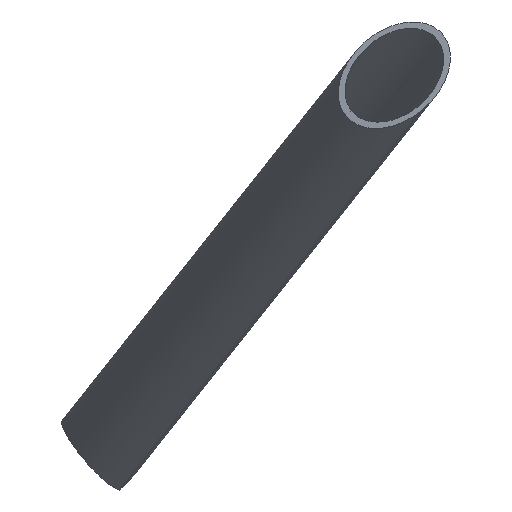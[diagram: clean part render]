
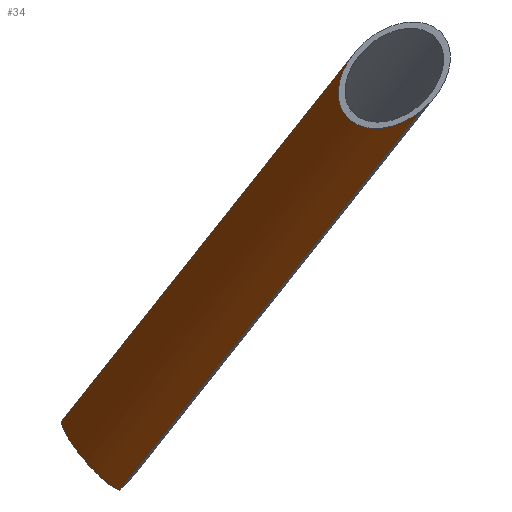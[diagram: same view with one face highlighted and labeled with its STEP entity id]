
A CAD part, isometric view. The second image highlights one B-rep face of the part: STEP entity #34.
In plain terms, the highlighted cylindrical face has radius 12.5 mm (diameter 25 mm), a partial arc.
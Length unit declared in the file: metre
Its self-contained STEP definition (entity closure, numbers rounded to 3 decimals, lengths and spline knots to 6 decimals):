
#34=ADVANCED_FACE('',(#70),#71,.T.);
#70=FACE_OUTER_BOUND('',#106,.T.);
#71=CYLINDRICAL_SURFACE('',#107,0.0125);
#106=EDGE_LOOP('',(#136,#137,#138,#139,#140,#141,#142));
#107=AXIS2_PLACEMENT_3D('',#143,#144,#145);
#136=ORIENTED_EDGE('',*,*,#231,.F.);
#137=ORIENTED_EDGE('',*,*,#232,.F.);
#138=ORIENTED_EDGE('',*,*,#233,.F.);
#139=ORIENTED_EDGE('',*,*,#234,.F.);
#140=ORIENTED_EDGE('',*,*,#235,.F.);
#141=ORIENTED_EDGE('',*,*,#236,.F.);
#142=ORIENTED_EDGE('',*,*,#237,.T.);
#143=CARTESIAN_POINT('',(-0.341,-266.56327,423.371397));
#144=DIRECTION('',(0.0,-0.533,0.846));
#145=DIRECTION('',(0.,-0.846,-0.533));
#231=EDGE_CURVE('',#270,#271,#272,.T.);
#232=EDGE_CURVE('0:129',#273,#270,#274,.T.);
#233=EDGE_CURVE('',#275,#273,#276,.T.);
#234=EDGE_CURVE('',#277,#275,#278,.T.);
#235=EDGE_CURVE('',#279,#277,#280,.F.);
#236=EDGE_CURVE('0:75',#281,#279,#282,.F.);
#237=EDGE_CURVE('0:120',#281,#271,#283,.T.);
#270=VERTEX_POINT('',#330);
#271=VERTEX_POINT('',#331);
#272=LINE('',#332,#333);
#273=VERTEX_POINT('',#334);
#274=ELLIPSE('',#335,0.017629,0.0125);
#275=VERTEX_POINT('',#336);
#276=ELLIPSE('',#337,0.017629,0.0125);
#277=VERTEX_POINT('',#338);
#278=LINE('',#339,#340);
#279=VERTEX_POINT('',#341);
#280=ELLIPSE('',#342,0.017678,0.0125);
#281=VERTEX_POINT('',#343);
#282=ELLIPSE('',#344,0.017678,0.0125);
#283=ELLIPSE('',#345,0.018066,0.0125);
#330=CARTESIAN_POINT('',(-0.341,-0.280978,0.176763));
#331=CARTESIAN_POINT('',(-0.341,-0.163765,-0.009509));
#332=CARTESIAN_POINT('',(-0.341,-0.223783,0.085869));
#333=VECTOR('',#638,1.0);
#334=CARTESIAN_POINT('',(-0.3535,-0.263718,0.172885));
#335=AXIS2_PLACEMENT_3D('',#639,#640,#641);
#336=CARTESIAN_POINT('',(-0.341,-0.259773,0.190005));
#337=AXIS2_PLACEMENT_3D('',#642,#643,#644);
#338=CARTESIAN_POINT('',(-0.341,-0.142137,0.00306));
#339=CARTESIAN_POINT('',(-0.341,-0.202623,0.099184));
#340=VECTOR('',#645,1.0);
#341=CARTESIAN_POINT('',(-0.352949,-0.155973,0.008471));
#342=AXIS2_PLACEMENT_3D('',#646,#647,#648);
#343=CARTESIAN_POINT('',(-0.341431,-0.16352,-0.009885));
#344=AXIS2_PLACEMENT_3D('',#649,#650,#651);
#345=AXIS2_PLACEMENT_3D('',#652,#653,#654);
#638=DIRECTION('',(-0.0,0.533,-0.846));
#639=CARTESIAN_POINT('',(-0.341,-0.270375,0.183384));
#640=DIRECTION('',(-0.705,-0.376,0.601));
#641=DIRECTION('',(0.709,-0.378,0.596));
#642=CARTESIAN_POINT('',(-0.341,-0.270375,0.183384));
#643=DIRECTION('',(-0.705,-0.376,0.601));
#644=DIRECTION('',(0.709,-0.378,0.596));
#645=DIRECTION('',(0.0,-0.533,0.846));
#646=CARTESIAN_POINT('',(-0.341,-0.152716,-0.003597));
#647=DIRECTION('',(0.707,-0.377,0.598));
#648=DIRECTION('',(0.707,0.377,-0.598));
#649=CARTESIAN_POINT('',(-0.341,-0.152716,-0.003597));
#650=DIRECTION('',(0.707,-0.377,0.598));
#651=DIRECTION('',(0.707,0.377,-0.598));
#652=CARTESIAN_POINT('',(-0.341,-0.152716,-0.003597));
#653=DIRECTION('',(-0.72,-0.327,0.612));
#654=DIRECTION('',(0.69,-0.424,0.586));
